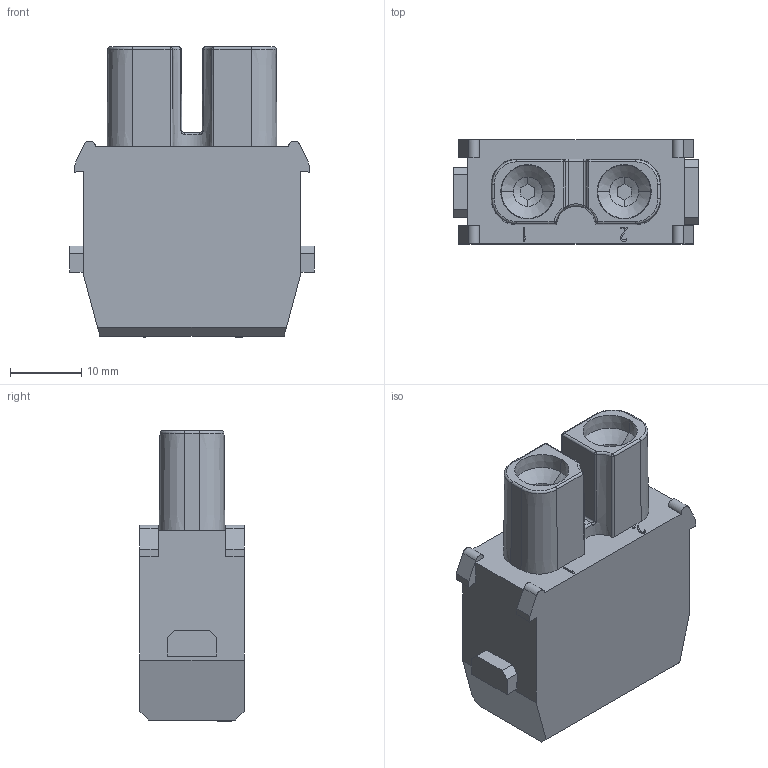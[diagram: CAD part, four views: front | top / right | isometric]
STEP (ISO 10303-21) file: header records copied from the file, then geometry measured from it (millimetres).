
FILE_DESCRIPTION((''),'2;1');
FILE_NAME('3D_1290020210001_HMK-002_1-F_2_','2017-06-07T',('tl.yang'),(''),'PRO/ENGINEER BY PARAMETRIC TECHNOLOGY CORPORATION, 2011500','PRO/ENGINEER BY PARAMETRIC TECHNOLOGY CORPORATION, 2011500','');
FILE_SCHEMA(('CONFIG_CONTROL_DESIGN'));
Length unit declared in the file: millimetre
Products named in the file (1): 3D_1290020210001_HMK-002_1-F_2_
Bounding box: 34.3 x 14.6 x 40.65 mm (x, y, z)
Volume: 12623 mm3; surface area: 6283.8 mm2
Topology: 1 solids, 3 shells, 341 faces, 953 edges, 629 vertices
Faces by surface type: plane 230, cylinder 49, cone 33, bspline 16, torus 7, sphere 6
Entity records: 11671 total; most frequent: CARTESIAN_POINT 3043, ORIENTED_EDGE 1894, DIRECTION 1655, EDGE_CURVE 947, VERTEX_POINT 629, VECTOR 577, LINE 577, AXIS2_PLACEMENT_3D 539
